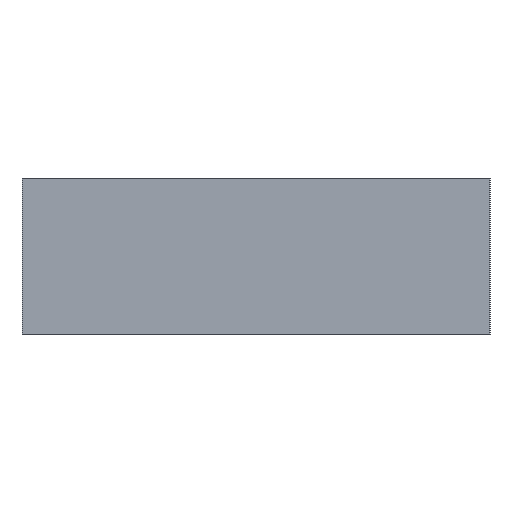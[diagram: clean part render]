
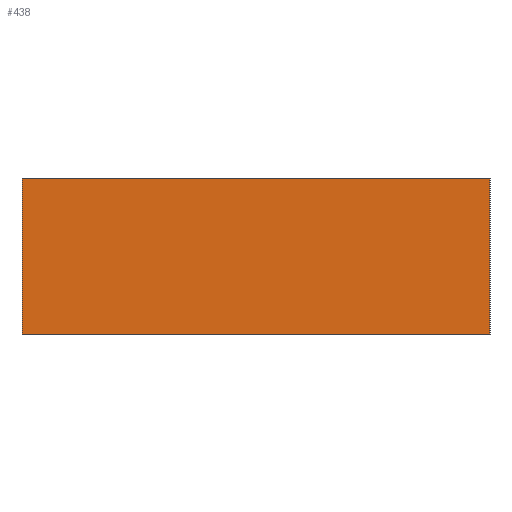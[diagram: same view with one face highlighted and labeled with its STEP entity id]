
A CAD part, left-side view. The second image highlights one B-rep face of the part: STEP entity #438.
In plain terms, the highlighted planar face has unit normal (-1, 0, 0).
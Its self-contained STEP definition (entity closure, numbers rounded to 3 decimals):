
#85 = CARTESIAN_POINT ( 'NONE',  ( -18., 18., 12. ) ) ;
#123 = CARTESIAN_POINT ( 'NONE',  ( -18., -18., 12. ) ) ;
#160 = VERTEX_POINT ( 'NONE', #372 ) ;
#193 = FACE_OUTER_BOUND ( 'NONE', #580, .T. ) ;
#210 = DIRECTION ( 'NONE',  ( 0., 0., -1. ) ) ;
#211 = DIRECTION ( 'NONE',  ( 0., -1., 0. ) ) ;
#220 = LINE ( 'NONE', #671, #727 ) ;
#279 = DIRECTION ( 'NONE',  ( 1., 0., 0. ) ) ;
#320 = CARTESIAN_POINT ( 'NONE',  ( -18., -18., 0. ) ) ;
#372 = CARTESIAN_POINT ( 'NONE',  ( -18., -18., 12. ) ) ;
#430 = ORIENTED_EDGE ( 'NONE', *, *, #831, .T. ) ;
#438 = ADVANCED_FACE ( 'NONE', ( #193 ), #502, .F. ) ;
#443 = LINE ( 'NONE', #830, #819 ) ;
#477 = VECTOR ( 'NONE', #860, 1000. ) ;
#502 = PLANE ( 'NONE',  #525 ) ;
#514 = EDGE_CURVE ( 'NONE', #636, #759, #443, .T. ) ;
#525 = AXIS2_PLACEMENT_3D ( 'NONE', #123, #279, #656 ) ;
#577 = ORIENTED_EDGE ( 'NONE', *, *, #926, .F. ) ;
#580 = EDGE_LOOP ( 'NONE', ( #840, #577, #703, #430 ) ) ;
#613 = EDGE_CURVE ( 'NONE', #721, #160, #666, .T. ) ;
#636 = VERTEX_POINT ( 'NONE', #773 ) ;
#656 = DIRECTION ( 'NONE',  ( 0., 0., -1. ) ) ;
#666 = LINE ( 'NONE', #820, #707 ) ;
#671 = CARTESIAN_POINT ( 'NONE',  ( -18., -18., 12. ) ) ;
#703 = ORIENTED_EDGE ( 'NONE', *, *, #613, .F. ) ;
#707 = VECTOR ( 'NONE', #897, 1000. ) ;
#721 = VERTEX_POINT ( 'NONE', #85 ) ;
#727 = VECTOR ( 'NONE', #210, 1000. ) ;
#759 = VERTEX_POINT ( 'NONE', #320 ) ;
#773 = CARTESIAN_POINT ( 'NONE',  ( -18., 18., 0. ) ) ;
#819 = VECTOR ( 'NONE', #211, 1000. ) ;
#820 = CARTESIAN_POINT ( 'NONE',  ( -18., -18., 12. ) ) ;
#830 = CARTESIAN_POINT ( 'NONE',  ( -18., -18., 0. ) ) ;
#831 = EDGE_CURVE ( 'NONE', #721, #636, #881, .T. ) ;
#840 = ORIENTED_EDGE ( 'NONE', *, *, #514, .T. ) ;
#860 = DIRECTION ( 'NONE',  ( 0., 0., -1. ) ) ;
#881 = LINE ( 'NONE', #942, #477 ) ;
#897 = DIRECTION ( 'NONE',  ( 0., -1., 0. ) ) ;
#926 = EDGE_CURVE ( 'NONE', #160, #759, #220, .T. ) ;
#942 = CARTESIAN_POINT ( 'NONE',  ( -18., 18., 12. ) ) ;
